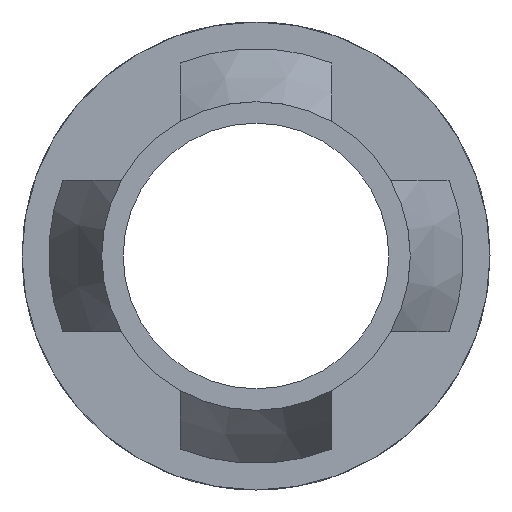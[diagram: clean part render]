
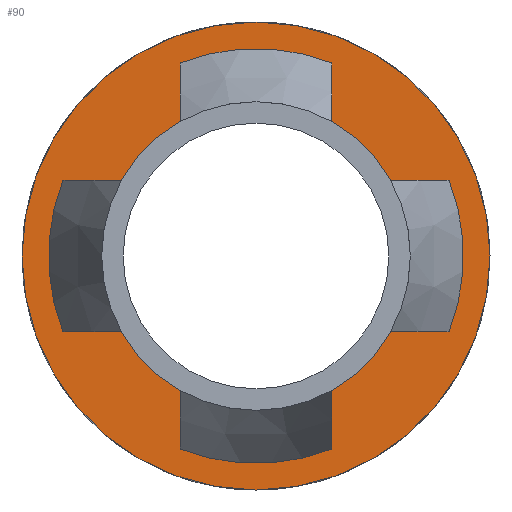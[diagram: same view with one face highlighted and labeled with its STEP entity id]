
A CAD part, left-side view. The second image highlights one B-rep face of the part: STEP entity #90.
In plain terms, the highlighted planar face has unit normal (-1, 0, 0).
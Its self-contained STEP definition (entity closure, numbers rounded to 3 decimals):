
#90 = ADVANCED_FACE( '', ( #195, #196 ), #197, .T. );
#195 = FACE_OUTER_BOUND( '', #385, .T. );
#196 = FACE_BOUND( '', #386, .T. );
#197 = PLANE( '', #387 );
#385 = EDGE_LOOP( '', ( #652 ) );
#386 = EDGE_LOOP( '', ( #653 ) );
#387 = AXIS2_PLACEMENT_3D( '', #654, #655, #656 );
#652 = ORIENTED_EDGE( '', *, *, #1206, .F. );
#653 = ORIENTED_EDGE( '', *, *, #1204, .F. );
#654 = CARTESIAN_POINT( '', ( -33.1, 0., 0. ) );
#655 = DIRECTION( '', ( -1., 0., 0. ) );
#656 = DIRECTION( '', ( 0., 0., 1. ) );
#1204 = EDGE_CURVE( '', #1438, #1438, #1439, .T. );
#1206 = EDGE_CURVE( '', #1442, #1442, #1443, .F. );
#1438 = VERTEX_POINT( '', #1877 );
#1439 = CIRCLE( '', #1878, 12.2 );
#1442 = VERTEX_POINT( '', #1881 );
#1443 = CIRCLE( '', #1882, 18.5 );
#1877 = CARTESIAN_POINT( '', ( -33.1, 0., 12.2 ) );
#1878 = AXIS2_PLACEMENT_3D( '', #2301, #2302, #2303 );
#1881 = CARTESIAN_POINT( '', ( -33.1, 0., 18.5 ) );
#1882 = AXIS2_PLACEMENT_3D( '', #2307, #2308, #2309 );
#2301 = CARTESIAN_POINT( '', ( -33.1, 0., 0. ) );
#2302 = DIRECTION( '', ( -1., 0., 0. ) );
#2303 = DIRECTION( '', ( 0., 0., 1. ) );
#2307 = CARTESIAN_POINT( '', ( -33.1, 0., 0. ) );
#2308 = DIRECTION( '', ( -1., 0., 0. ) );
#2309 = DIRECTION( '', ( 0., 0., 1. ) );
